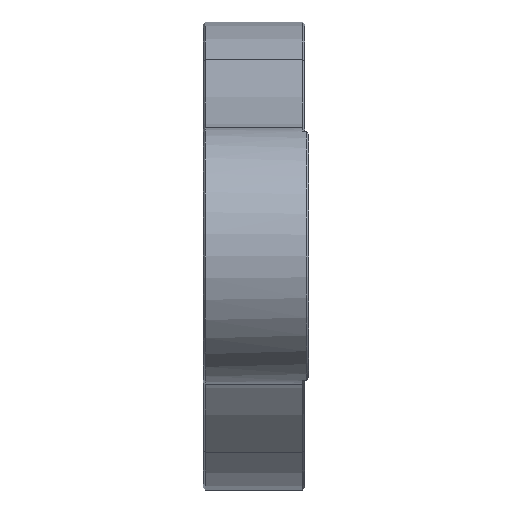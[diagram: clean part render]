
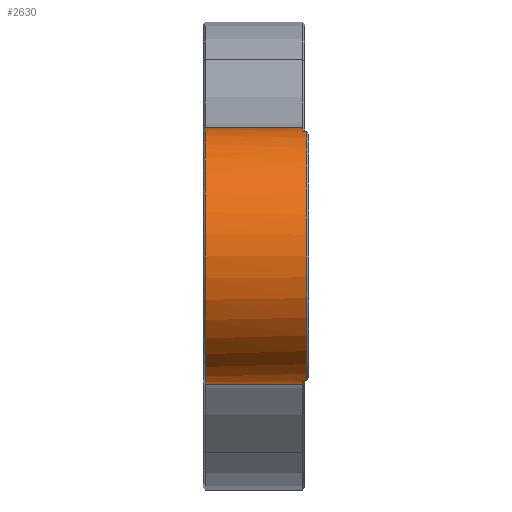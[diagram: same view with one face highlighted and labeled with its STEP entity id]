
A CAD part, left-side view. The second image highlights one B-rep face of the part: STEP entity #2630.
In plain terms, the highlighted cylindrical face has radius 14.5 mm (diameter 29 mm), a partial arc.
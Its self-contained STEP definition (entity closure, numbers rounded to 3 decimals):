
#15 = CIRCLE ( 'NONE', #3472, 14.5 ) ;
#168 = DIRECTION ( 'NONE',  ( 0., 1., 0. ) ) ;
#181 = ORIENTED_EDGE ( 'NONE', *, *, #2951, .T. ) ;
#270 = DIRECTION ( 'NONE',  ( 0., -1., 0. ) ) ;
#302 = CARTESIAN_POINT ( 'NONE',  ( -83.6, 11.75, -14.5 ) ) ;
#341 = DIRECTION ( 'NONE',  ( 0., 1., 0. ) ) ;
#479 = EDGE_CURVE ( 'NONE', #732, #3537, #2932, .T. ) ;
#488 = VERTEX_POINT ( 'NONE', #302 ) ;
#732 = VERTEX_POINT ( 'NONE', #980 ) ;
#744 = CARTESIAN_POINT ( 'NONE',  ( -83.6, 0.75, -14.5 ) ) ;
#831 = ORIENTED_EDGE ( 'NONE', *, *, #2901, .T. ) ;
#939 = DIRECTION ( 'NONE',  ( 0., -1., 0. ) ) ;
#980 = CARTESIAN_POINT ( 'NONE',  ( -83.6, 0.75, 14.5 ) ) ;
#1205 = CARTESIAN_POINT ( 'NONE',  ( -83.6, 0.75, 0. ) ) ;
#1210 = VERTEX_POINT ( 'NONE', #2809 ) ;
#1240 = VERTEX_POINT ( 'NONE', #744 ) ;
#1291 = AXIS2_PLACEMENT_3D ( 'NONE', #3503, #3196, #2055 ) ;
#1382 = ORIENTED_EDGE ( 'NONE', *, *, #3085, .T. ) ;
#1411 = VECTOR ( 'NONE', #2241, 1000. ) ;
#1482 = CARTESIAN_POINT ( 'NONE',  ( -83.6, 0.75, 0. ) ) ;
#1536 = ORIENTED_EDGE ( 'NONE', *, *, #3682, .T. ) ;
#1610 = VERTEX_POINT ( 'NONE', #3640 ) ;
#1624 = CARTESIAN_POINT ( 'NONE',  ( -83.6, 0., -14.5 ) ) ;
#1710 = AXIS2_PLACEMENT_3D ( 'NONE', #2290, #270, #3499 ) ;
#1711 = ORIENTED_EDGE ( 'NONE', *, *, #2811, .T. ) ;
#1727 = CARTESIAN_POINT ( 'NONE',  ( -83.6, 0., 14.5 ) ) ;
#1774 = VECTOR ( 'NONE', #168, 1000. ) ;
#1811 = VERTEX_POINT ( 'NONE', #2146 ) ;
#2039 = CYLINDRICAL_SURFACE ( 'NONE', #1291, 14.5 ) ;
#2041 = VERTEX_POINT ( 'NONE', #3321 ) ;
#2055 = DIRECTION ( 'NONE',  ( 0., 0., 1. ) ) ;
#2065 = DIRECTION ( 'NONE',  ( 0., 0., -1. ) ) ;
#2074 = DIRECTION ( 'NONE',  ( 0., 0., -1. ) ) ;
#2079 = AXIS2_PLACEMENT_3D ( 'NONE', #1482, #2345, #2065 ) ;
#2146 = CARTESIAN_POINT ( 'NONE',  ( -86.9, 0.25, 14.119 ) ) ;
#2205 = LINE ( 'NONE', #2506, #1774 ) ;
#2241 = DIRECTION ( 'NONE',  ( 0., 1., 0. ) ) ;
#2255 = DIRECTION ( 'NONE',  ( 0., 1., 0. ) ) ;
#2290 = CARTESIAN_POINT ( 'NONE',  ( -83.6, 11.75, 0. ) ) ;
#2313 = FACE_OUTER_BOUND ( 'NONE', #2779, .T. ) ;
#2345 = DIRECTION ( 'NONE',  ( 0., 1., 0. ) ) ;
#2353 = DIRECTION ( 'NONE',  ( 0., 1., 0. ) ) ;
#2372 = LINE ( 'NONE', #3539, #2744 ) ;
#2506 = CARTESIAN_POINT ( 'NONE',  ( -86.9, 0., 14.119 ) ) ;
#2624 = CIRCLE ( 'NONE', #3356, 14.5 ) ;
#2630 = ADVANCED_FACE ( 'NONE', ( #2313 ), #2039, .T. ) ;
#2677 = ORIENTED_EDGE ( 'NONE', *, *, #479, .T. ) ;
#2744 = VECTOR ( 'NONE', #939, 1000. ) ;
#2779 = EDGE_LOOP ( 'NONE', ( #3240, #1382, #1536, #1711, #831, #3518, #2677, #181 ) ) ;
#2809 = CARTESIAN_POINT ( 'NONE',  ( -86.9, 0.75, 14.119 ) ) ;
#2811 = EDGE_CURVE ( 'NONE', #1610, #1811, #15, .T. ) ;
#2889 = CARTESIAN_POINT ( 'NONE',  ( -83.6, 11.75, 14.5 ) ) ;
#2901 = EDGE_CURVE ( 'NONE', #1811, #1210, #2205, .T. ) ;
#2932 = LINE ( 'NONE', #1727, #3293 ) ;
#2951 = EDGE_CURVE ( 'NONE', #3537, #488, #3346, .T. ) ;
#3072 = DIRECTION ( 'NONE',  ( 0., 0., 1. ) ) ;
#3085 = EDGE_CURVE ( 'NONE', #1240, #2041, #3291, .T. ) ;
#3111 = CARTESIAN_POINT ( 'NONE',  ( -83.6, 0.25, 0. ) ) ;
#3196 = DIRECTION ( 'NONE',  ( 0., 1., 0. ) ) ;
#3240 = ORIENTED_EDGE ( 'NONE', *, *, #3701, .F. ) ;
#3291 = CIRCLE ( 'NONE', #2079, 14.5 ) ;
#3293 = VECTOR ( 'NONE', #341, 1000. ) ;
#3321 = CARTESIAN_POINT ( 'NONE',  ( -86.9, 0.75, -14.119 ) ) ;
#3346 = CIRCLE ( 'NONE', #1710, 14.5 ) ;
#3356 = AXIS2_PLACEMENT_3D ( 'NONE', #1205, #2353, #2074 ) ;
#3472 = AXIS2_PLACEMENT_3D ( 'NONE', #3111, #2255, #3072 ) ;
#3499 = DIRECTION ( 'NONE',  ( 0., 0., 1. ) ) ;
#3503 = CARTESIAN_POINT ( 'NONE',  ( -83.6, 0., 0. ) ) ;
#3518 = ORIENTED_EDGE ( 'NONE', *, *, #3678, .T. ) ;
#3537 = VERTEX_POINT ( 'NONE', #2889 ) ;
#3539 = CARTESIAN_POINT ( 'NONE',  ( -86.9, 0., -14.119 ) ) ;
#3629 = LINE ( 'NONE', #1624, #1411 ) ;
#3640 = CARTESIAN_POINT ( 'NONE',  ( -86.9, 0.25, -14.119 ) ) ;
#3678 = EDGE_CURVE ( 'NONE', #1210, #732, #2624, .T. ) ;
#3682 = EDGE_CURVE ( 'NONE', #2041, #1610, #2372, .T. ) ;
#3701 = EDGE_CURVE ( 'NONE', #1240, #488, #3629, .T. ) ;
